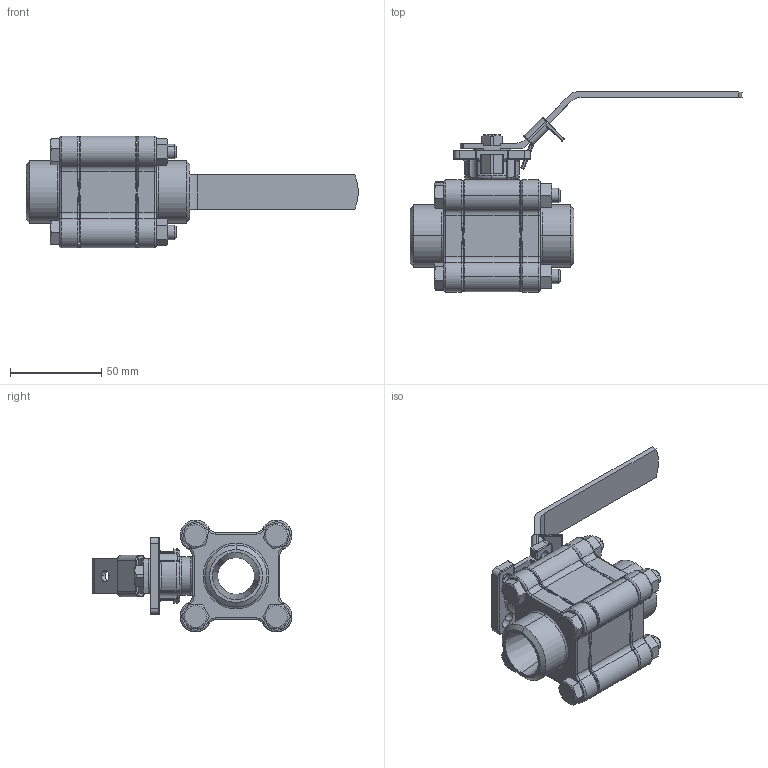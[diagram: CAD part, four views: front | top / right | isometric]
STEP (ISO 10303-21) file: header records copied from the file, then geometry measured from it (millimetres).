
FILE_DESCRIPTION (( 'STEP AP214' ), '1' );
FILE_NAME ('ZL9BK2E.STEP', '2010-09-29T05:48:22', ( 'Hsu22' ), ( 'Hollings' ), 'SwSTEP 2.0', 'SolidWorks 2008', '' );
FILE_SCHEMA (( 'AUTOMOTIVE_DESIGN' ));
Length unit declared in the file: millimetre
Products named in the file (7): YNM8_預設; SB85BK2EBEX0_預設; SAL9T10TWDAEX0_預設; ZL9BK2E; YSHM8-64_預設; SHA0L9T10C0_預設; SDDL9T10DA3_預設
Assembly tree (13 placements, depth 2):
  ZL9BK2E
    YNM8_預設  x4
    YSHM8-64_預設  x4
    SAL9T10TWDAEX0_預設
    SB85BK2EBEX0_預設  x2
    SDDL9T10DA3_預設
    SHA0L9T10C0_預設
Bounding box: 181.82 x 109.48 x 61.3 mm (x, y, z)
Volume: 152718 mm3; surface area: 70688.3 mm2
Topology: 13 solids, 13 shells, 773 faces, 1875 edges, 1098 vertices
Faces by surface type: cylinder 277, plane 191, torus 127, cone 99, bspline 59, sphere 20
Entity records: 18722 total; most frequent: CARTESIAN_POINT 5412, DIRECTION 2918, ORIENTED_EDGE 2682, EDGE_CURVE 1341, AXIS2_PLACEMENT_3D 1217, VERTEX_POINT 804, CIRCLE 691, EDGE_LOOP 613
